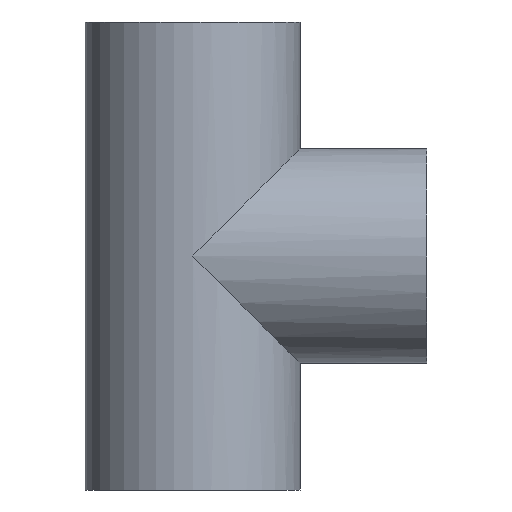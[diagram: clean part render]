
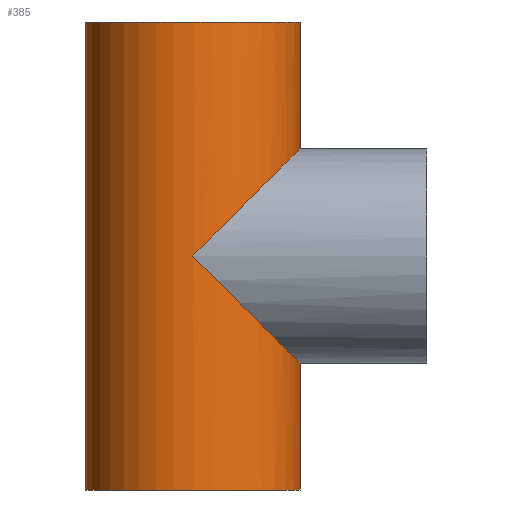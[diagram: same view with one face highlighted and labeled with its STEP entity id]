
A CAD part, front view. The second image highlights one B-rep face of the part: STEP entity #385.
In plain terms, the highlighted cylindrical face has radius 225 mm (diameter 450 mm), a partial arc.
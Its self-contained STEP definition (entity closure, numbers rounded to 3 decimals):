
#4 = EDGE_LOOP ( 'NONE', ( #202, #6, #310, #142, #381, #248, #47 ) ) ;
#5 = CARTESIAN_POINT ( 'NONE',  ( 225., 0., -225. ) ) ;
#6 = ORIENTED_EDGE ( 'NONE', *, *, #176, .F. ) ;
#14 = EDGE_CURVE ( 'NONE', #217, #283, #387, .T. ) ;
#20 = CARTESIAN_POINT ( 'NONE',  ( -225., 0., 490. ) ) ;
#21 = CARTESIAN_POINT ( 'NONE',  ( 225., 0., 490. ) ) ;
#34 = CARTESIAN_POINT ( 'NONE',  ( 225., 0., -225. ) ) ;
#47 = ORIENTED_EDGE ( 'NONE', *, *, #372, .F. ) ;
#49 = EDGE_CURVE ( 'NONE', #116, #104, #106, .T. ) ;
#55 = CARTESIAN_POINT ( 'NONE',  ( 0., -225., 0. ) ) ;
#69 = CARTESIAN_POINT ( 'NONE',  ( 225., 0., 490. ) ) ;
#72 = CARTESIAN_POINT ( 'NONE',  ( -225., 0., 490. ) ) ;
#100 = DIRECTION ( 'NONE',  ( 0., 0., -1. ) ) ;
#104 = VERTEX_POINT ( 'NONE', #342 ) ;
#106 = LINE ( 'NONE', #72, #119 ) ;
#109 = CIRCLE ( 'NONE', #284, 225. ) ;
#111 = CARTESIAN_POINT ( 'NONE',  ( 0., 0., -490. ) ) ;
#114 = VERTEX_POINT ( 'NONE', #353 ) ;
#116 = VERTEX_POINT ( 'NONE', #20 ) ;
#119 = VECTOR ( 'NONE', #178, 1000. ) ;
#126 = AXIS2_PLACEMENT_3D ( 'NONE', #228, #446, #309 ) ;
#136 = CARTESIAN_POINT ( 'NONE',  ( 225., -131.802, 225. ) ) ;
#142 = ORIENTED_EDGE ( 'NONE', *, *, #247, .T. ) ;
#150 = VECTOR ( 'NONE', #380, 1000. ) ;
#156 = EDGE_CURVE ( 'NONE', #283, #429, #262, .T. ) ;
#174 = CARTESIAN_POINT ( 'NONE',  ( 0., -225., 0. ) ) ;
#176 = EDGE_CURVE ( 'NONE', #116, #421, #403, .T. ) ;
#178 = DIRECTION ( 'NONE',  ( 0., 0., -1. ) ) ;
#201 = CARTESIAN_POINT ( 'NONE',  ( 225., 0., 490. ) ) ;
#202 = ORIENTED_EDGE ( 'NONE', *, *, #369, .F. ) ;
#203 = DIRECTION ( 'NONE',  ( 0., 0., -1. ) ) ;
#217 = VERTEX_POINT ( 'NONE', #218 ) ;
#218 = CARTESIAN_POINT ( 'NONE',  ( 0., -225., 0. ) ) ;
#226 = CARTESIAN_POINT ( 'NONE',  ( 131.802, -225., 131.802 ) ) ;
#228 = CARTESIAN_POINT ( 'NONE',  ( 0., 0., 490. ) ) ;
#229 = CARTESIAN_POINT ( 'NONE',  ( 225., 0., -490. ) ) ;
#235 = CARTESIAN_POINT ( 'NONE',  ( 225., 0., 225. ) ) ;
#245 = DIRECTION ( 'NONE',  ( 0., 0., 1. ) ) ;
#247 = EDGE_CURVE ( 'NONE', #104, #429, #109, .T. ) ;
#248 = ORIENTED_EDGE ( 'NONE', *, *, #14, .F. ) ;
#262 = LINE ( 'NONE', #201, #150 ) ;
#271 = CARTESIAN_POINT ( 'NONE',  ( 225., -131.802, -225. ) ) ;
#272 = LINE ( 'NONE', #69, #325 ) ;
#283 = VERTEX_POINT ( 'NONE', #5 ) ;
#284 = AXIS2_PLACEMENT_3D ( 'NONE', #111, #245, #396 ) ;
#309 = DIRECTION ( 'NONE',  ( 1., 0., 0. ) ) ;
#310 = ORIENTED_EDGE ( 'NONE', *, *, #49, .T. ) ;
#320 = CARTESIAN_POINT ( 'NONE',  ( 0., 0., 490. ) ) ;
#325 = VECTOR ( 'NONE', #100, 1000. ) ;
#337 = AXIS2_PLACEMENT_3D ( 'NONE', #320, #203, #444 ) ;
#342 = CARTESIAN_POINT ( 'NONE',  ( -225., 0., -490. ) ) ;
#352 = FACE_OUTER_BOUND ( 'NONE', #4, .T. ) ;
#353 = CARTESIAN_POINT ( 'NONE',  ( 225., 0., 225. ) ) ;
#354 = CYLINDRICAL_SURFACE ( 'NONE', #337, 225. ) ;
#369 = EDGE_CURVE ( 'NONE', #421, #114, #272, .T. ) ;
#372 = EDGE_CURVE ( 'NONE', #114, #217, #426, .T. ) ;
#380 = DIRECTION ( 'NONE',  ( 0., 0., -1. ) ) ;
#381 = ORIENTED_EDGE ( 'NONE', *, *, #156, .F. ) ;
#385 = ADVANCED_FACE ( 'NONE', ( #352 ), #354, .T. ) ;
#387 =( BOUNDED_CURVE ( )  B_SPLINE_CURVE ( 3, ( #174, #391, #271, #34 ),
 .UNSPECIFIED., .F., .F. ) 
 B_SPLINE_CURVE_WITH_KNOTS ( ( 4, 4 ),
 ( 4.712, 6.283 ),
 .UNSPECIFIED. ) 
 CURVE ( )  GEOMETRIC_REPRESENTATION_ITEM ( )  RATIONAL_B_SPLINE_CURVE ( ( 1., 0.805, 0.805, 1. ) ) 
 REPRESENTATION_ITEM ( '' )  );
#391 = CARTESIAN_POINT ( 'NONE',  ( 131.802, -225., -131.802 ) ) ;
#396 = DIRECTION ( 'NONE',  ( 1., 0., 0. ) ) ;
#403 = CIRCLE ( 'NONE', #126, 225. ) ;
#421 = VERTEX_POINT ( 'NONE', #21 ) ;
#426 =( BOUNDED_CURVE ( )  B_SPLINE_CURVE ( 3, ( #235, #136, #226, #55 ),
 .UNSPECIFIED., .F., .T. ) 
 B_SPLINE_CURVE_WITH_KNOTS ( ( 4, 4 ),
 ( 3.142, 4.712 ),
 .UNSPECIFIED. ) 
 CURVE ( )  GEOMETRIC_REPRESENTATION_ITEM ( )  RATIONAL_B_SPLINE_CURVE ( ( 1., 0.805, 0.805, 1. ) ) 
 REPRESENTATION_ITEM ( '' )  );
#429 = VERTEX_POINT ( 'NONE', #229 ) ;
#444 = DIRECTION ( 'NONE',  ( -1., 0., 0. ) ) ;
#446 = DIRECTION ( 'NONE',  ( 0., 0., 1. ) ) ;
